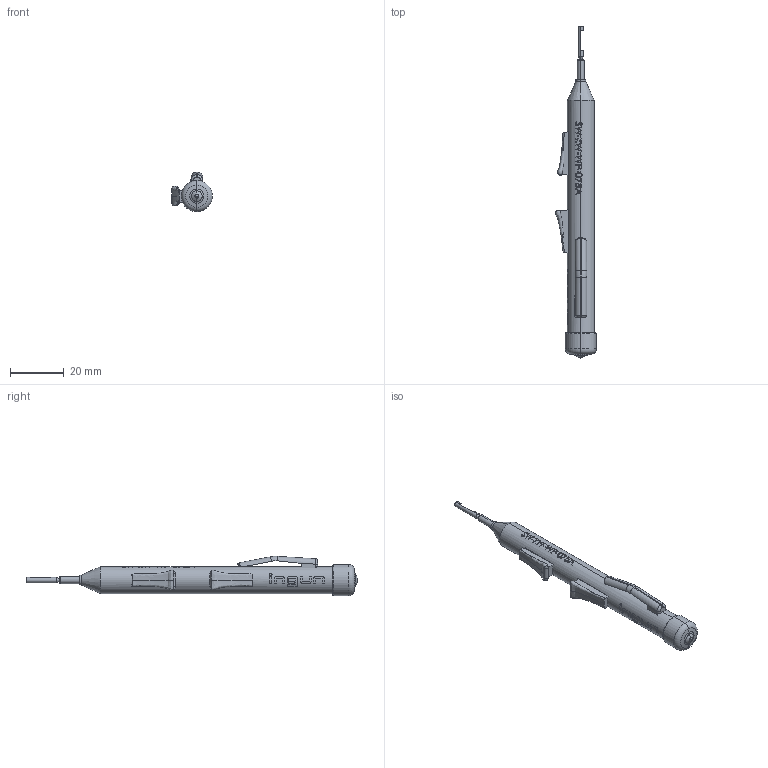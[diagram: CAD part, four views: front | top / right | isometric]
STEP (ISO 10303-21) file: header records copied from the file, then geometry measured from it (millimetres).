
FILE_DESCRIPTION (( 'STEP AP203' ), '1' );
FILE_NAME ('INGUN_SW-ZW-WP-075_A.STEP', '2025-10-24T08:40:22', ( '' ), ( '' ), 'SwSTEP 2.0', 'SolidWorks 2023', '' );
FILE_SCHEMA (( 'CONFIG_CONTROL_DESIGN' ));
Length unit declared in the file: millimetre
Products named in the file (1): INGUN_SW-ZW-WP-075_A
Bounding box: 15.19 x 123.53 x 14.64 mm (x, y, z)
Volume: 8591.8 mm3; surface area: 4038.7 mm2
Topology: 1 solids, 1 shells, 381 faces, 1061 edges, 698 vertices
Faces by surface type: plane 153, bspline 112, cylinder 79, cone 21, torus 14, sphere 2
Entity records: 26152 total; most frequent: CARTESIAN_POINT 17131, ORIENTED_EDGE 2122, DIRECTION 1470, EDGE_CURVE 1061, VERTEX_POINT 698, AXIS2_PLACEMENT_3D 490, LINE 490, VECTOR 490
